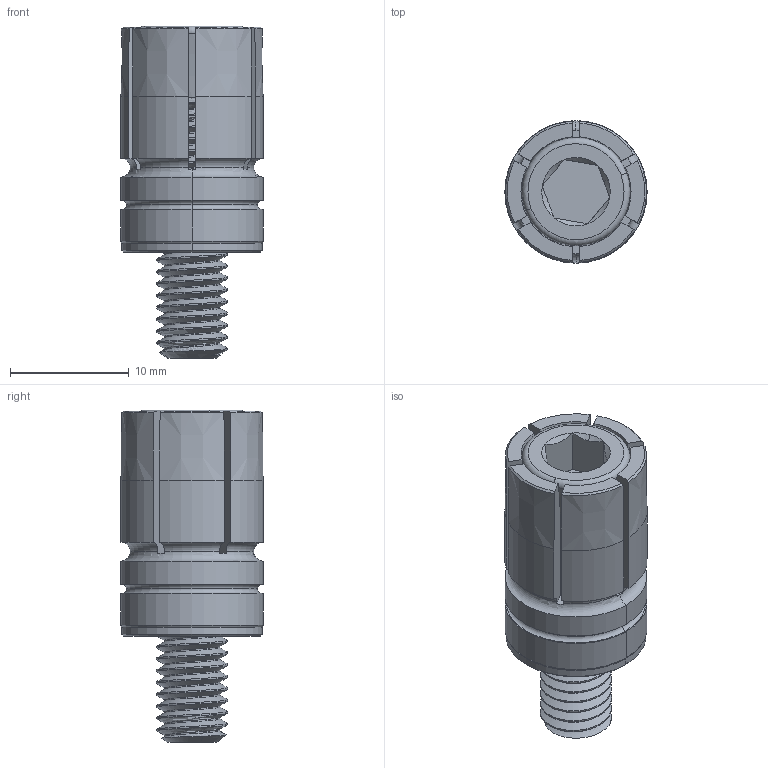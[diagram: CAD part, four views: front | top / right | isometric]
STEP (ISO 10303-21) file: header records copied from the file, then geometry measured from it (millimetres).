
FILE_DESCRIPTION (( 'STEP AP214' ), '1' );
FILE_NAME ('38750.STEP', '2016-02-25T14:43:37', ( 'Mike W' ), ( '' ), 'SwSTEP 2.0', 'SolidWorks 2015', '' );
FILE_SCHEMA (( 'AUTOMOTIVE_DESIGN' ));
Length unit declared in the file: inch
Products named in the file (3): 38750; 38010S_38010S; 387501_387501
Assembly tree (2 placements, depth 2):
  38750
    387501_387501
    38010S_38010S
Bounding box: 12 x 12 x 28 mm (x, y, z)
Volume: 1827.2 mm3; surface area: 2472.7 mm2
Topology: 2 solids, 2 shells, 194 faces, 534 edges, 347 vertices
Faces by surface type: cylinder 105, plane 37, cone 36, torus 14, bspline 2
Entity records: 8995 total; most frequent: CARTESIAN_POINT 4493, ORIENTED_EDGE 1068, DIRECTION 791, EDGE_CURVE 534, VERTEX_POINT 347, AXIS2_PLACEMENT_3D 311, EDGE_LOOP 199, ADVANCED_FACE 194
